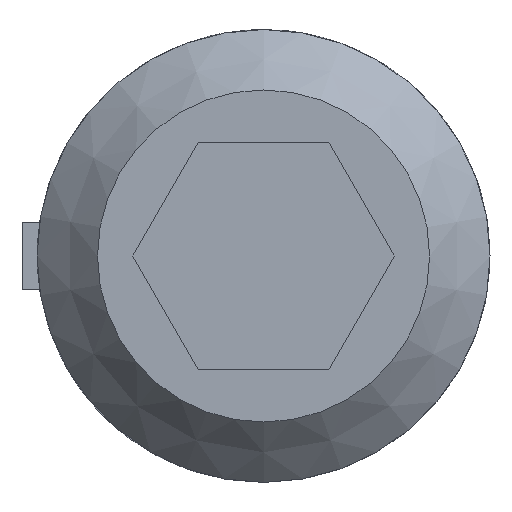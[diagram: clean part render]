
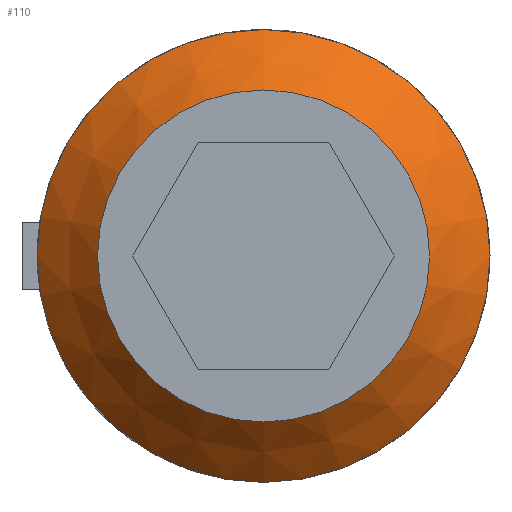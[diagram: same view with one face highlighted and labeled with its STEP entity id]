
A CAD part, left-side view. The second image highlights one B-rep face of the part: STEP entity #110.
In plain terms, the highlighted conical face has half-angle 45 degrees and reference radius 1.1 mm.
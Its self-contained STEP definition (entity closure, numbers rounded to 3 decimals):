
#110 = ADVANCED_FACE( '', ( #223, #224 ), #225, .T. );
#223 = FACE_OUTER_BOUND( '', #331, .T. );
#224 = FACE_BOUND( '', #332, .T. );
#225 = CONICAL_SURFACE( '', #333, 1.1, 0.785 );
#331 = EDGE_LOOP( '', ( #567 ) );
#332 = EDGE_LOOP( '', ( #568 ) );
#333 = AXIS2_PLACEMENT_3D( '', #569, #570, #571 );
#567 = ORIENTED_EDGE( '', *, *, #604, .F. );
#568 = ORIENTED_EDGE( '', *, *, #663, .T. );
#569 = CARTESIAN_POINT( '', ( 0., 0., 0. ) );
#570 = DIRECTION( '', ( 1., 0., 0. ) );
#571 = DIRECTION( '', ( 0., 0., -1. ) );
#604 = EDGE_CURVE( '', #709, #709, #710, .T. );
#663 = EDGE_CURVE( '', #790, #790, #791, .T. );
#709 = VERTEX_POINT( '', #855 );
#710 = CIRCLE( '', #856, 1.5 );
#790 = VERTEX_POINT( '', #973 );
#791 = CIRCLE( '', #974, 1.1 );
#855 = CARTESIAN_POINT( '', ( 0.4, 0., -1.5 ) );
#856 = AXIS2_PLACEMENT_3D( '', #1006, #1007, #1008 );
#973 = CARTESIAN_POINT( '', ( 0., 0., -1.1 ) );
#974 = AXIS2_PLACEMENT_3D( '', #1052, #1053, #1054 );
#1006 = CARTESIAN_POINT( '', ( 0.4, 0., 0. ) );
#1007 = DIRECTION( '', ( 1., 0., 0. ) );
#1008 = DIRECTION( '', ( 0., 0., -1. ) );
#1052 = CARTESIAN_POINT( '', ( 0., 0., 0. ) );
#1053 = DIRECTION( '', ( 1., 0., 0. ) );
#1054 = DIRECTION( '', ( 0., 0., -1. ) );
